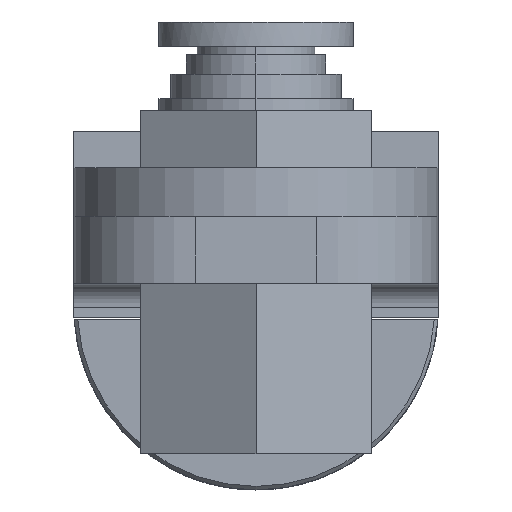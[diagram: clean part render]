
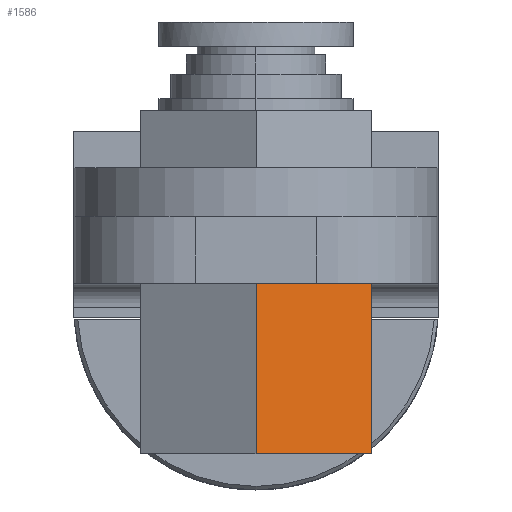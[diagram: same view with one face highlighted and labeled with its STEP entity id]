
A CAD part, left-side view. The second image highlights one B-rep face of the part: STEP entity #1586.
In plain terms, the highlighted planar face has unit normal (-0.866, -0.5, 0).
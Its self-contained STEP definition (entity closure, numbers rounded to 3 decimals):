
#113 = LINE ( 'NONE', #1603, #2518 ) ;
#285 = VERTEX_POINT ( 'NONE', #307 ) ;
#307 = CARTESIAN_POINT ( 'NONE',  ( -60.97, 0., 2. ) ) ;
#437 = ORIENTED_EDGE ( 'NONE', *, *, #3115, .F. ) ;
#464 = DIRECTION ( 'NONE',  ( 0.5, -0.866, 0. ) ) ;
#466 = EDGE_CURVE ( 'NONE', #285, #582, #113, .T. ) ;
#505 = DIRECTION ( 'NONE',  ( 0., 0., -1. ) ) ;
#577 = LINE ( 'NONE', #826, #1618 ) ;
#582 = VERTEX_POINT ( 'NONE', #1923 ) ;
#585 = DIRECTION ( 'NONE',  ( -0.5, 0.866, 0. ) ) ;
#607 = EDGE_CURVE ( 'NONE', #285, #1933, #3683, .T. ) ;
#646 = DIRECTION ( 'NONE',  ( 0., 0., -1. ) ) ;
#668 = PLANE ( 'NONE',  #3077 ) ;
#676 = CARTESIAN_POINT ( 'NONE',  ( -55.485, -9.5, -12. ) ) ;
#724 = ORIENTED_EDGE ( 'NONE', *, *, #466, .F. ) ;
#826 = CARTESIAN_POINT ( 'NONE',  ( -55.485, -9.5, -12. ) ) ;
#1267 = VECTOR ( 'NONE', #585, 1000. ) ;
#1352 = DIRECTION ( 'NONE',  ( 0., 0., -1. ) ) ;
#1586 = ADVANCED_FACE ( 'NONE', ( #1740 ), #668, .F. ) ;
#1603 = CARTESIAN_POINT ( 'NONE',  ( -55.485, -9.5, 2. ) ) ;
#1618 = VECTOR ( 'NONE', #1352, 1000. ) ;
#1631 = VERTEX_POINT ( 'NONE', #676 ) ;
#1740 = FACE_OUTER_BOUND ( 'NONE', #3171, .T. ) ;
#1923 = CARTESIAN_POINT ( 'NONE',  ( -55.485, -9.5, 2. ) ) ;
#1933 = VERTEX_POINT ( 'NONE', #3299 ) ;
#2064 = EDGE_CURVE ( 'NONE', #582, #1631, #577, .T. ) ;
#2091 = ORIENTED_EDGE ( 'NONE', *, *, #607, .T. ) ;
#2518 = VECTOR ( 'NONE', #464, 1000. ) ;
#2523 = VECTOR ( 'NONE', #505, 1000. ) ;
#2666 = CARTESIAN_POINT ( 'NONE',  ( -60.97, 0., -12. ) ) ;
#2826 = CARTESIAN_POINT ( 'NONE',  ( -60.97, 0., -12. ) ) ;
#2831 = LINE ( 'NONE', #3727, #1267 ) ;
#2956 = ORIENTED_EDGE ( 'NONE', *, *, #2064, .F. ) ;
#3077 = AXIS2_PLACEMENT_3D ( 'NONE', #2666, #3275, #646 ) ;
#3115 = EDGE_CURVE ( 'NONE', #1631, #1933, #2831, .T. ) ;
#3171 = EDGE_LOOP ( 'NONE', ( #2956, #724, #2091, #437 ) ) ;
#3275 = DIRECTION ( 'NONE',  ( 0.866, 0.5, 0. ) ) ;
#3299 = CARTESIAN_POINT ( 'NONE',  ( -60.97, 0., -12. ) ) ;
#3683 = LINE ( 'NONE', #2826, #2523 ) ;
#3727 = CARTESIAN_POINT ( 'NONE',  ( -55.485, -9.5, -12. ) ) ;
